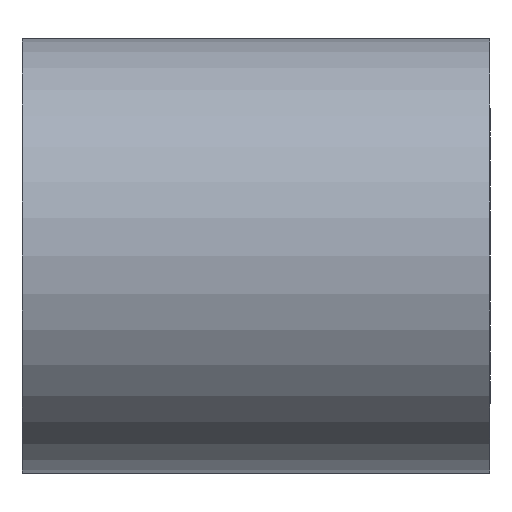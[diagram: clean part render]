
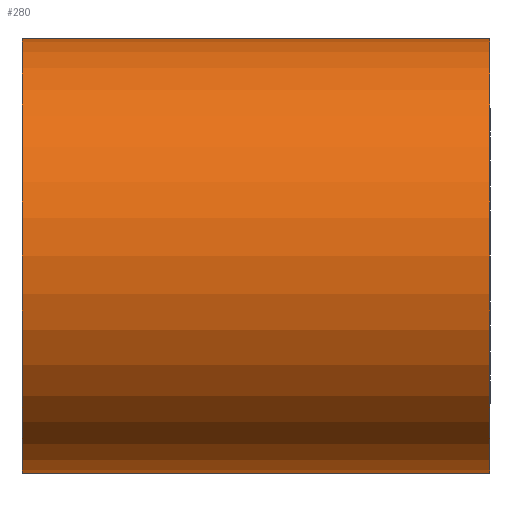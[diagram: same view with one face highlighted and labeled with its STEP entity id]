
A CAD part, left-side view. The second image highlights one B-rep face of the part: STEP entity #280.
In plain terms, the highlighted cylindrical face has radius 13 mm (diameter 26 mm), a partial arc.
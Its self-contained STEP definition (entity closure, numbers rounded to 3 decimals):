
#198=CIRCLE('',#1729,13.);
#199=CIRCLE('',#1730,13.);
#280=ADVANCED_FACE('',(#420),#359,.T.);
#359=CYLINDRICAL_SURFACE('',#1731,13.);
#420=FACE_OUTER_BOUND('',#510,.T.);
#510=EDGE_LOOP('',(#784,#785,#786,#787));
#784=ORIENTED_EDGE('',*,*,#1347,.T.);
#785=ORIENTED_EDGE('',*,*,#1326,.F.);
#786=ORIENTED_EDGE('',*,*,#1348,.F.);
#787=ORIENTED_EDGE('',*,*,#1335,.T.);
#1165=VERTEX_POINT('',#2609);
#1166=VERTEX_POINT('',#2611);
#1170=VERTEX_POINT('',#2626);
#1171=VERTEX_POINT('',#2628);
#1326=EDGE_CURVE('',#1165,#1166,#1487,.T.);
#1335=EDGE_CURVE('',#1171,#1170,#1494,.T.);
#1347=EDGE_CURVE('',#1170,#1166,#198,.T.);
#1348=EDGE_CURVE('',#1171,#1165,#199,.T.);
#1487=LINE('',#2610,#1587);
#1494=LINE('',#2627,#1594);
#1587=VECTOR('',#2062,1.);
#1594=VECTOR('',#2079,1.);
#1729=AXIS2_PLACEMENT_3D('',#2644,#2109,#2110);
#1730=AXIS2_PLACEMENT_3D('',#2645,#2111,#2112);
#1731=AXIS2_PLACEMENT_3D('',#2646,#2113,#2114);
#2062=DIRECTION('',(0.,-1.,0.));
#2079=DIRECTION('',(0.,-1.,0.));
#2109=DIRECTION('',(0.,1.,0.));
#2110=DIRECTION('',(0.,0.,1.));
#2111=DIRECTION('',(0.,1.,0.));
#2112=DIRECTION('',(0.,0.,1.));
#2113=DIRECTION('',(0.,-1.,0.));
#2114=DIRECTION('',(0.,0.,1.));
#2609=CARTESIAN_POINT('',(0.,28.,13.));
#2610=CARTESIAN_POINT('',(0.,28.,13.));
#2611=CARTESIAN_POINT('',(0.,0.,13.));
#2626=CARTESIAN_POINT('',(0.,0.,-13.));
#2627=CARTESIAN_POINT('',(0.,28.,-13.));
#2628=CARTESIAN_POINT('',(0.,28.,-13.));
#2644=CARTESIAN_POINT('',(0.,0.,0.));
#2645=CARTESIAN_POINT('',(0.,28.,0.));
#2646=CARTESIAN_POINT('',(0.,28.,0.));
